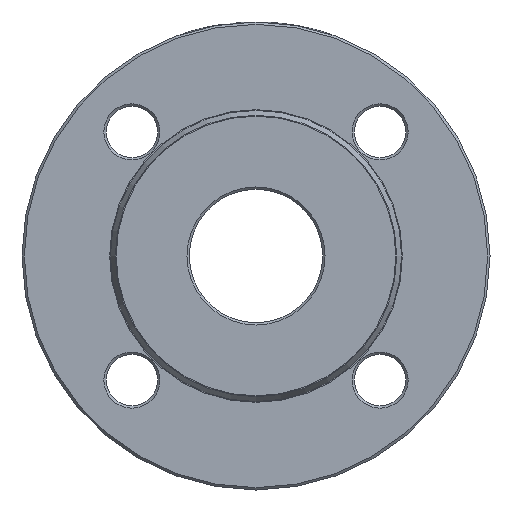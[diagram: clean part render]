
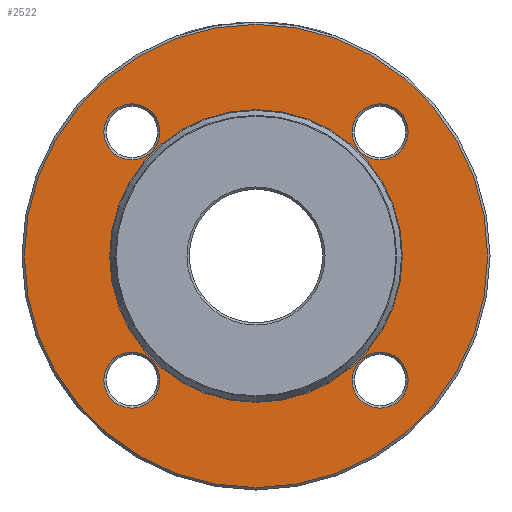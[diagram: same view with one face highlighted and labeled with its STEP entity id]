
A CAD part, left-side view. The second image highlights one B-rep face of the part: STEP entity #2522.
In plain terms, the highlighted planar face has unit normal (-1, 0, 0).
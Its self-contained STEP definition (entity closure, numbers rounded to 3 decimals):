
#36 = VERTEX_POINT ( 'NONE', #4562 ) ;
#145 = FACE_BOUND ( 'NONE', #456, .T. ) ;
#322 = DIRECTION ( 'NONE',  ( 0., 0., 1. ) ) ;
#412 = DIRECTION ( 'NONE',  ( 1., 0., 0. ) ) ;
#416 = AXIS2_PLACEMENT_3D ( 'NONE', #3766, #1104, #3721 ) ;
#456 = EDGE_LOOP ( 'NONE', ( #4856 ) ) ;
#470 = CARTESIAN_POINT ( 'NONE',  ( 2., 0., -31.27 ) ) ;
#490 = AXIS2_PLACEMENT_3D ( 'NONE', #4622, #4253, #1217 ) ;
#527 = DIRECTION ( 'NONE',  ( 1., 0., 0. ) ) ;
#780 = CARTESIAN_POINT ( 'NONE',  ( 2., 31.155, 0. ) ) ;
#828 = DIRECTION ( 'NONE',  ( 0., 0., -1. ) ) ;
#962 = ORIENTED_EDGE ( 'NONE', *, *, #2455, .T. ) ;
#1085 = EDGE_LOOP ( 'NONE', ( #1705 ) ) ;
#1104 = DIRECTION ( 'NONE',  ( 1., 0., 0. ) ) ;
#1116 = ORIENTED_EDGE ( 'NONE', *, *, #1637, .T. ) ;
#1215 = EDGE_LOOP ( 'NONE', ( #1262 ) ) ;
#1217 = DIRECTION ( 'NONE',  ( 0., 0., -1. ) ) ;
#1228 = VERTEX_POINT ( 'NONE', #470 ) ;
#1237 = EDGE_CURVE ( 'NONE', #1228, #1228, #4715, .T. ) ;
#1262 = ORIENTED_EDGE ( 'NONE', *, *, #1237, .T. ) ;
#1402 = CIRCLE ( 'NONE', #4178, 6. ) ;
#1438 = AXIS2_PLACEMENT_3D ( 'NONE', #2144, #3667, #322 ) ;
#1577 = EDGE_CURVE ( 'NONE', #36, #36, #3465, .T. ) ;
#1637 = EDGE_CURVE ( 'NONE', #3461, #3461, #1402, .T. ) ;
#1652 = CARTESIAN_POINT ( 'NONE',  ( 2., -32.517, -26.517 ) ) ;
#1705 = ORIENTED_EDGE ( 'NONE', *, *, #2829, .T. ) ;
#1711 = CARTESIAN_POINT ( 'NONE',  ( 2., 26.517, 26.517 ) ) ;
#1761 = CIRCLE ( 'NONE', #416, 6. ) ;
#1795 = DIRECTION ( 'NONE',  ( 1., 0., 0. ) ) ;
#1946 = CARTESIAN_POINT ( 'NONE',  ( 2., -26.517, 32.517 ) ) ;
#2009 = FACE_BOUND ( 'NONE', #1085, .T. ) ;
#2018 = VERTEX_POINT ( 'NONE', #3514 ) ;
#2056 = EDGE_CURVE ( 'NONE', #3065, #3065, #3493, .T. ) ;
#2144 = CARTESIAN_POINT ( 'NONE',  ( 2., -26.517, 26.517 ) ) ;
#2442 = VERTEX_POINT ( 'NONE', #1652 ) ;
#2455 = EDGE_CURVE ( 'NONE', #2018, #2018, #3256, .T. ) ;
#2522 = ADVANCED_FACE ( 'NONE', ( #2009, #145, #3428, #4551, #3805, #2661 ), #3831, .F. ) ;
#2546 = AXIS2_PLACEMENT_3D ( 'NONE', #780, #412, #828 ) ;
#2566 = EDGE_LOOP ( 'NONE', ( #1116 ) ) ;
#2581 = AXIS2_PLACEMENT_3D ( 'NONE', #4812, #1795, #4083 ) ;
#2661 = FACE_OUTER_BOUND ( 'NONE', #3917, .T. ) ;
#2829 = EDGE_CURVE ( 'NONE', #2442, #2442, #1761, .T. ) ;
#2850 = CARTESIAN_POINT ( 'NONE',  ( 2., 26.517, -26.517 ) ) ;
#3065 = VERTEX_POINT ( 'NONE', #1946 ) ;
#3099 = ORIENTED_EDGE ( 'NONE', *, *, #1577, .T. ) ;
#3222 = DIRECTION ( 'NONE',  ( 0., 1., 0. ) ) ;
#3256 = CIRCLE ( 'NONE', #490, 49.5 ) ;
#3428 = FACE_BOUND ( 'NONE', #4051, .T. ) ;
#3461 = VERTEX_POINT ( 'NONE', #4263 ) ;
#3465 = CIRCLE ( 'NONE', #4739, 6. ) ;
#3493 = CIRCLE ( 'NONE', #1438, 6. ) ;
#3514 = CARTESIAN_POINT ( 'NONE',  ( 2., 0., -49.5 ) ) ;
#3571 = DIRECTION ( 'NONE',  ( 0., 0., -1. ) ) ;
#3667 = DIRECTION ( 'NONE',  ( 1., 0., 0. ) ) ;
#3721 = DIRECTION ( 'NONE',  ( 0., -1., 0. ) ) ;
#3766 = CARTESIAN_POINT ( 'NONE',  ( 2., -26.517, -26.517 ) ) ;
#3805 = FACE_BOUND ( 'NONE', #1215, .T. ) ;
#3831 = PLANE ( 'NONE',  #2546 ) ;
#3917 = EDGE_LOOP ( 'NONE', ( #962 ) ) ;
#4051 = EDGE_LOOP ( 'NONE', ( #3099 ) ) ;
#4083 = DIRECTION ( 'NONE',  ( 0., 0., -1. ) ) ;
#4178 = AXIS2_PLACEMENT_3D ( 'NONE', #2850, #4366, #3571 ) ;
#4253 = DIRECTION ( 'NONE',  ( -1., 0., 0. ) ) ;
#4263 = CARTESIAN_POINT ( 'NONE',  ( 2., 26.517, -32.517 ) ) ;
#4366 = DIRECTION ( 'NONE',  ( 1., 0., 0. ) ) ;
#4551 = FACE_BOUND ( 'NONE', #2566, .T. ) ;
#4562 = CARTESIAN_POINT ( 'NONE',  ( 2., 32.517, 26.517 ) ) ;
#4622 = CARTESIAN_POINT ( 'NONE',  ( 2., 0., 0. ) ) ;
#4715 = CIRCLE ( 'NONE', #2581, 31.27 ) ;
#4739 = AXIS2_PLACEMENT_3D ( 'NONE', #1711, #527, #3222 ) ;
#4812 = CARTESIAN_POINT ( 'NONE',  ( 2., 0., 0. ) ) ;
#4856 = ORIENTED_EDGE ( 'NONE', *, *, #2056, .T. ) ;
